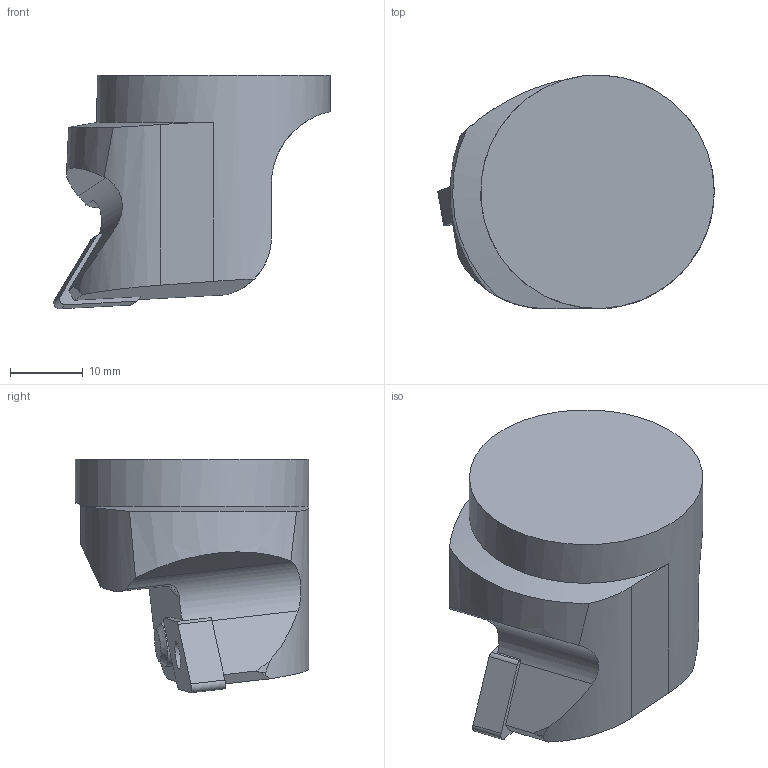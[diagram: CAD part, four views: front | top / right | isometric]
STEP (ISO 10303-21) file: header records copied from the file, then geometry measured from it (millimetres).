
FILE_DESCRIPTION(/* description */ (''),/* implementation_level */ '2;1');
FILE_NAME(/* name */ '1642251119962.stp',/* time_stamp */ '2022-01-15T18:22:39+06:00',/* author */ (''),/* organization */ ('SMS'),/* preprocessor_version */ 'ST-DEVELOPER v16.7',/* originating_system */ 'SIEMENS PLM Software NX 12.0',/* authorisation */ '');
FILE_SCHEMA (('AUTOMOTIVE_DESIGN { 1 0 10303 214 3 1 1 1 }'));
Length unit declared in the file: millimetre
Products named in the file (4): ASSEMBLY_CONSTRUCTION; 203905782mod000_00; IsoTurningInsert; 203905783mod000_00
Assembly tree (3 placements, depth 2):
  203905783mod000_00
    IsoTurningInsert
    203905782mod000_00
    ASSEMBLY_CONSTRUCTION
Bounding box: 37.87 x 31.99 x 32 mm (x, y, z)
Volume: 18393.8 mm3; surface area: 4958.2 mm2
Topology: 2 solids, 2 shells, 52 faces, 137 edges, 98 vertices
Faces by surface type: plane 24, cylinder 21, cone 4, torus 3
Full cylindrical faces by diameter (mm): 3.81 x2, 6 x1, 32 x1
Entity records: 1920 total; most frequent: CARTESIAN_POINT 474, DIRECTION 286, ORIENTED_EDGE 254, EDGE_CURVE 127, AXIS2_PLACEMENT_3D 114, VERTEX_POINT 86, EDGE_LOOP 61, LINE 58
